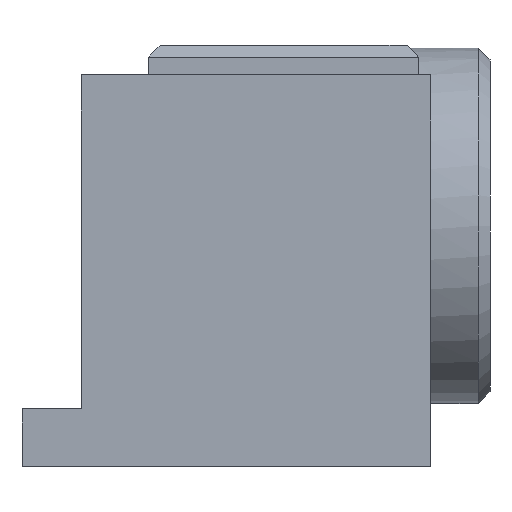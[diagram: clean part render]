
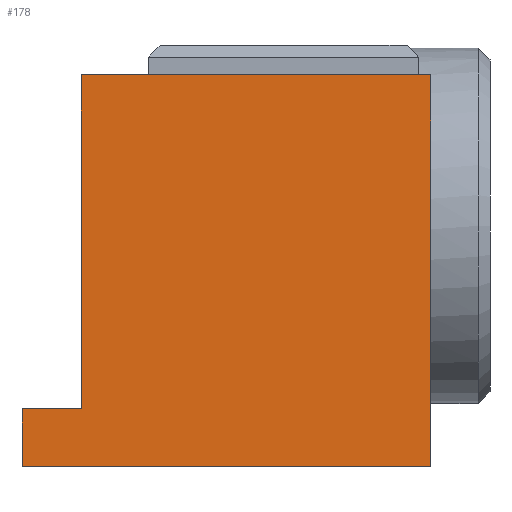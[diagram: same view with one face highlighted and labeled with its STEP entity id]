
A CAD part, front view. The second image highlights one B-rep face of the part: STEP entity #178.
In plain terms, the highlighted planar face has unit normal (0, -1, 0).
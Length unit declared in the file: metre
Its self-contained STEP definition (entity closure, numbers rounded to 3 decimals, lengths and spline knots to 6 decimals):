
#178 = ADVANCED_FACE( '', ( #364 ), #365, .T. );
#364 = FACE_OUTER_BOUND( '', #552, .T. );
#365 = PLANE( '', #553 );
#552 = EDGE_LOOP( '', ( #1013, #1014, #1015, #1016, #1017, #1018 ) );
#553 = AXIS2_PLACEMENT_3D( '', #1019, #1020, #1021 );
#1013 = ORIENTED_EDGE( '', *, *, #1285, .T. );
#1014 = ORIENTED_EDGE( '', *, *, #1269, .F. );
#1015 = ORIENTED_EDGE( '', *, *, #1224, .T. );
#1016 = ORIENTED_EDGE( '', *, *, #1127, .T. );
#1017 = ORIENTED_EDGE( '', *, *, #1135, .F. );
#1018 = ORIENTED_EDGE( '', *, *, #1248, .F. );
#1019 = CARTESIAN_POINT( '', ( 0.089078, -0.026619, -0.001588 ) );
#1020 = DIRECTION( '', ( 0., -1., 0. ) );
#1021 = DIRECTION( '', ( 0., 0., -1. ) );
#1127 = EDGE_CURVE( '', #1348, #1346, #1349, .T. );
#1135 = EDGE_CURVE( '', #1359, #1346, #1361, .T. );
#1224 = EDGE_CURVE( '', #1501, #1348, #1502, .T. );
#1248 = EDGE_CURVE( '', #1530, #1359, #1532, .T. );
#1269 = EDGE_CURVE( '', #1501, #1554, #1558, .T. );
#1285 = EDGE_CURVE( '', #1530, #1554, #1576, .T. );
#1346 = VERTEX_POINT( '', #1649 );
#1348 = VERTEX_POINT( '', #1652 );
#1349 = LINE( '', #1653, #1654 );
#1359 = VERTEX_POINT( '', #1668 );
#1361 = LINE( '', #1671, #1672 );
#1501 = VERTEX_POINT( '', #1876 );
#1502 = LINE( '', #1877, #1878 );
#1530 = VERTEX_POINT( '', #1919 );
#1532 = LINE( '', #1922, #1923 );
#1554 = VERTEX_POINT( '', #1955 );
#1558 = LINE( '', #1961, #1962 );
#1576 = LINE( '', #1988, #1989 );
#1649 = CARTESIAN_POINT( '', ( 0.126543, -0.026619, -0.025818 ) );
#1652 = CARTESIAN_POINT( '', ( 0.082728, -0.026619, -0.025818 ) );
#1653 = CARTESIAN_POINT( '', ( 0.089078, -0.026619, -0.025818 ) );
#1654 = VECTOR( '', #2046, 1. );
#1668 = CARTESIAN_POINT( '', ( 0.126543, -0.026619, 0.01618 ) );
#1671 = CARTESIAN_POINT( '', ( 0.126543, -0.026619, -0.001588 ) );
#1672 = VECTOR( '', #2055, 1. );
#1876 = CARTESIAN_POINT( '', ( 0.082728, -0.026619, -0.019609 ) );
#1877 = CARTESIAN_POINT( '', ( 0.082728, -0.026619, -0.001588 ) );
#1878 = VECTOR( '', #2132, 1. );
#1919 = CARTESIAN_POINT( '', ( 0.089078, -0.026619, 0.01618 ) );
#1922 = CARTESIAN_POINT( '', ( 0.089078, -0.026619, 0.01618 ) );
#1923 = VECTOR( '', #2153, 1. );
#1955 = CARTESIAN_POINT( '', ( 0.089078, -0.026619, -0.019609 ) );
#1961 = CARTESIAN_POINT( '', ( 0.082728, -0.026619, -0.019609 ) );
#1962 = VECTOR( '', #2169, 1. );
#1988 = CARTESIAN_POINT( '', ( 0.089078, -0.026619, -0.001588 ) );
#1989 = VECTOR( '', #2181, 1. );
#2046 = DIRECTION( '', ( 1., 0., 0. ) );
#2055 = DIRECTION( '', ( 0., 0., -1. ) );
#2132 = DIRECTION( '', ( 0., 0., -1. ) );
#2153 = DIRECTION( '', ( 1., 0., 0. ) );
#2169 = DIRECTION( '', ( 1., 0., 0. ) );
#2181 = DIRECTION( '', ( 0., 0., -1. ) );
